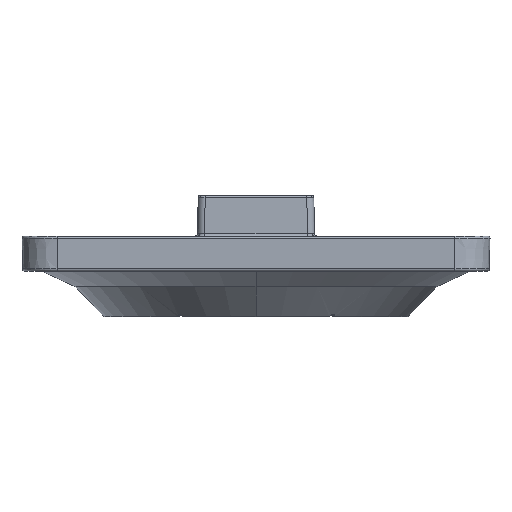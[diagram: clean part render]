
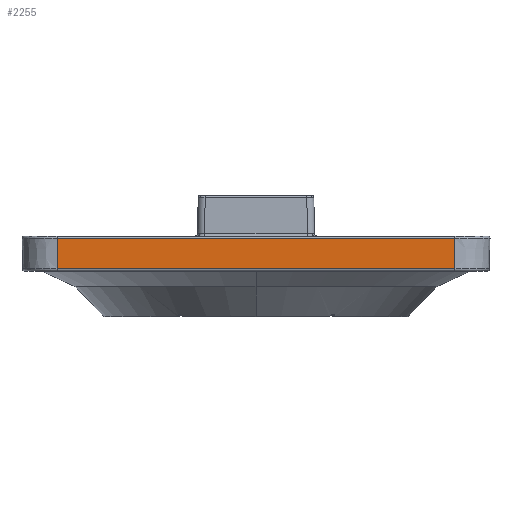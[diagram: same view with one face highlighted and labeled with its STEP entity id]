
A CAD part, left-side view. The second image highlights one B-rep face of the part: STEP entity #2255.
In plain terms, the highlighted planar face has unit normal (-1, 0, -0.018).
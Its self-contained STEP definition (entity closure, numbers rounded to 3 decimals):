
#196 = EDGE_LOOP ( 'NONE', ( #902, #4646, #4915, #3412 ) ) ;
#297 = DIRECTION ( 'NONE',  ( -1., 0., -0.017 ) ) ;
#458 = VERTEX_POINT ( 'NONE', #2311 ) ;
#688 = LINE ( 'NONE', #2006, #2077 ) ;
#739 = CARTESIAN_POINT ( 'NONE',  ( -20., 0., 3. ) ) ;
#757 = VERTEX_POINT ( 'NONE', #5524 ) ;
#781 = FACE_OUTER_BOUND ( 'NONE', #196, .T. ) ;
#902 = ORIENTED_EDGE ( 'NONE', *, *, #4106, .T. ) ;
#1025 = LINE ( 'NONE', #1496, #2679 ) ;
#1114 = CARTESIAN_POINT ( 'NONE',  ( -20., 17., 3. ) ) ;
#1118 = DIRECTION ( 'NONE',  ( 0.017, 0., -1. ) ) ;
#1231 = VECTOR ( 'NONE', #2403, 1000. ) ;
#1458 = CARTESIAN_POINT ( 'NONE',  ( -19.996, -17., 2.797 ) ) ;
#1496 = CARTESIAN_POINT ( 'NONE',  ( -19.951, -17., 0.197 ) ) ;
#1505 = DIRECTION ( 'NONE',  ( 0., -1., 0. ) ) ;
#1646 = CARTESIAN_POINT ( 'NONE',  ( -19.996, 17., 2.797 ) ) ;
#1661 = VECTOR ( 'NONE', #1118, 1000. ) ;
#1968 = DIRECTION ( 'NONE',  ( 0., 1., 0. ) ) ;
#2006 = CARTESIAN_POINT ( 'NONE',  ( -19.996, 0., 2.797 ) ) ;
#2077 = VECTOR ( 'NONE', #1968, 1000. ) ;
#2169 = VERTEX_POINT ( 'NONE', #1458 ) ;
#2255 = ADVANCED_FACE ( 'NONE', ( #781 ), #3280, .T. ) ;
#2311 = CARTESIAN_POINT ( 'NONE',  ( -19.951, -17., 0.197 ) ) ;
#2403 = DIRECTION ( 'NONE',  ( -0.017, 0., 1. ) ) ;
#2427 = CARTESIAN_POINT ( 'NONE',  ( -20., -17., 3. ) ) ;
#2679 = VECTOR ( 'NONE', #1505, 1000. ) ;
#3207 = DIRECTION ( 'NONE',  ( -0.017, 0., 1. ) ) ;
#3280 = PLANE ( 'NONE',  #3416 ) ;
#3412 = ORIENTED_EDGE ( 'NONE', *, *, #4195, .T. ) ;
#3416 = AXIS2_PLACEMENT_3D ( 'NONE', #739, #297, #3207 ) ;
#4106 = EDGE_CURVE ( 'NONE', #4743, #757, #4194, .T. ) ;
#4194 = LINE ( 'NONE', #1114, #1661 ) ;
#4195 = EDGE_CURVE ( 'NONE', #2169, #4743, #688, .T. ) ;
#4358 = EDGE_CURVE ( 'NONE', #757, #458, #1025, .T. ) ;
#4629 = EDGE_CURVE ( 'NONE', #458, #2169, #4722, .T. ) ;
#4646 = ORIENTED_EDGE ( 'NONE', *, *, #4358, .T. ) ;
#4722 = LINE ( 'NONE', #2427, #1231 ) ;
#4743 = VERTEX_POINT ( 'NONE', #1646 ) ;
#4915 = ORIENTED_EDGE ( 'NONE', *, *, #4629, .T. ) ;
#5524 = CARTESIAN_POINT ( 'NONE',  ( -19.951, 17., 0.197 ) ) ;
